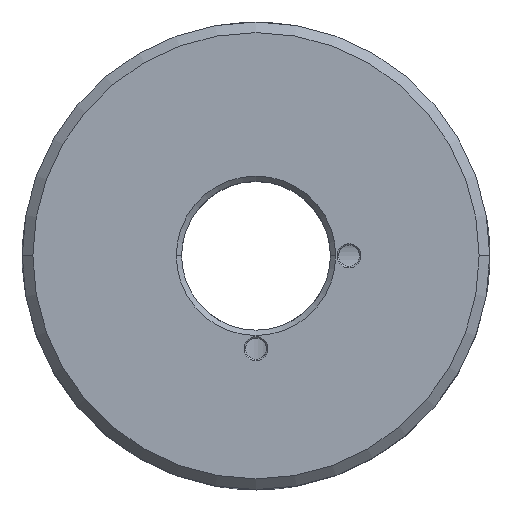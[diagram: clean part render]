
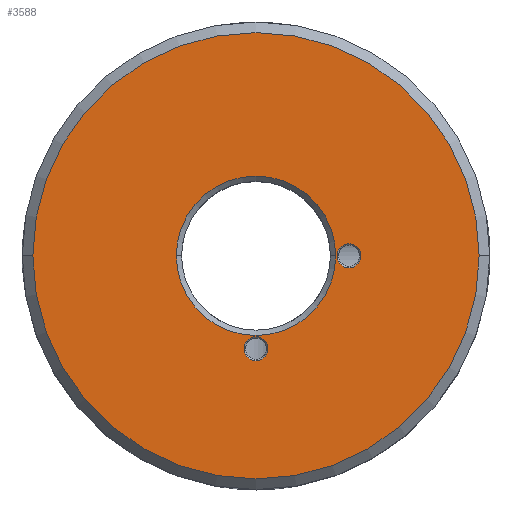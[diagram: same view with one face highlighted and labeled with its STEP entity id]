
A CAD part, top view. The second image highlights one B-rep face of the part: STEP entity #3588.
In plain terms, the highlighted planar face has unit normal (0, 0, 1).
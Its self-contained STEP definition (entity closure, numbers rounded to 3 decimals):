
#1133=CARTESIAN_POINT('',(0.,0.,47.));
#1134=DIRECTION('',(0.,0.,-1.));
#1135=DIRECTION('',(-1.,0.,0.));
#1136=AXIS2_PLACEMENT_3D('',#1133,#1134,#1135);
#1138=CARTESIAN_POINT('',(0.,0.,47.));
#1139=DIRECTION('',(0.,0.,-1.));
#1140=DIRECTION('',(1.,0.,0.));
#1141=AXIS2_PLACEMENT_3D('',#1138,#1139,#1140);
#1143=CARTESIAN_POINT('',(0.,0.,47.));
#1144=DIRECTION('',(0.,0.,1.));
#1145=DIRECTION('',(1.,0.,0.));
#1146=AXIS2_PLACEMENT_3D('',#1143,#1144,#1145);
#1148=CARTESIAN_POINT('',(0.,0.,47.));
#1149=DIRECTION('',(0.,0.,1.));
#1150=DIRECTION('',(-1.,0.,0.));
#1151=AXIS2_PLACEMENT_3D('',#1148,#1149,#1150);
#1153=CARTESIAN_POINT('',(17.5,0.,47.));
#1154=DIRECTION('',(0.,0.,-1.));
#1155=DIRECTION('',(1.,0.,0.));
#1156=AXIS2_PLACEMENT_3D('',#1153,#1154,#1155);
#1158=CARTESIAN_POINT('',(17.5,0.,47.));
#1159=DIRECTION('',(0.,0.,-1.));
#1160=DIRECTION('',(-1.,0.,0.));
#1161=AXIS2_PLACEMENT_3D('',#1158,#1159,#1160);
#1163=CARTESIAN_POINT('',(0.,-17.5,47.));
#1164=DIRECTION('',(0.,0.,-1.));
#1165=DIRECTION('',(1.,0.,0.));
#1166=AXIS2_PLACEMENT_3D('',#1163,#1164,#1165);
#1168=CARTESIAN_POINT('',(0.,-17.5,47.));
#1169=DIRECTION('',(0.,0.,-1.));
#1170=DIRECTION('',(-1.,0.,0.));
#1171=AXIS2_PLACEMENT_3D('',#1168,#1169,#1170);
#1551=CARTESIAN_POINT('',(-15.,0.,47.));
#1552=CARTESIAN_POINT('',(15.,0.,47.));
#1553=VERTEX_POINT('',#1551);
#1554=VERTEX_POINT('',#1552);
#1557=CARTESIAN_POINT('',(42.,0.,47.));
#1558=CARTESIAN_POINT('',(-42.,0.,47.));
#1559=VERTEX_POINT('',#1557);
#1560=VERTEX_POINT('',#1558);
#1573=CARTESIAN_POINT('',(19.75,0.,47.));
#1574=CARTESIAN_POINT('',(15.25,0.,47.));
#1575=VERTEX_POINT('',#1573);
#1576=VERTEX_POINT('',#1574);
#1581=CARTESIAN_POINT('',(2.25,-17.5,47.));
#1582=CARTESIAN_POINT('',(-2.25,-17.5,47.));
#1583=VERTEX_POINT('',#1581);
#1584=VERTEX_POINT('',#1582);
#3560=CARTESIAN_POINT('',(0.,0.,47.));
#3561=DIRECTION('',(0.,0.,1.));
#3562=DIRECTION('',(1.,0.,0.));
#3563=AXIS2_PLACEMENT_3D('',#3560,#3561,#3562);
#3564=PLANE('',#3563);
#3566=ORIENTED_EDGE('',*,*,#3565,.F.);
#3568=ORIENTED_EDGE('',*,*,#3567,.F.);
#3569=EDGE_LOOP('',(#3566,#3568));
#3570=FACE_OUTER_BOUND('',#3569,.F.);
#3572=ORIENTED_EDGE('',*,*,#3571,.F.);
#3574=ORIENTED_EDGE('',*,*,#3573,.F.);
#3575=EDGE_LOOP('',(#3572,#3574));
#3576=FACE_BOUND('',#3575,.F.);
#3578=ORIENTED_EDGE('',*,*,#3577,.F.);
#3580=ORIENTED_EDGE('',*,*,#3579,.F.);
#3581=EDGE_LOOP('',(#3578,#3580));
#3582=FACE_BOUND('',#3581,.F.);
#3583=ORIENTED_EDGE('',*,*,#3550,.F.);
#3585=ORIENTED_EDGE('',*,*,#3584,.F.);
#3586=EDGE_LOOP('',(#3583,#3585));
#3587=FACE_BOUND('',#3586,.F.);
#3588=ADVANCED_FACE('',(#3570,#3576,#3582,#3587),#3564,.T.);
#1137=CIRCLE('',#1136,15.);
#1142=CIRCLE('',#1141,15.);
#1147=CIRCLE('',#1146,42.);
#1152=CIRCLE('',#1151,42.);
#1157=CIRCLE('',#1156,2.25);
#1162=CIRCLE('',#1161,2.25);
#1167=CIRCLE('',#1166,2.25);
#1172=CIRCLE('',#1171,2.25);
#3550=EDGE_CURVE('',#1583,#1584,#1167,.T.);
#3565=EDGE_CURVE('',#1559,#1560,#1147,.T.);
#3567=EDGE_CURVE('',#1560,#1559,#1152,.T.);
#3571=EDGE_CURVE('',#1553,#1554,#1137,.T.);
#3573=EDGE_CURVE('',#1554,#1553,#1142,.T.);
#3577=EDGE_CURVE('',#1575,#1576,#1157,.T.);
#3579=EDGE_CURVE('',#1576,#1575,#1162,.T.);
#3584=EDGE_CURVE('',#1584,#1583,#1172,.T.);
